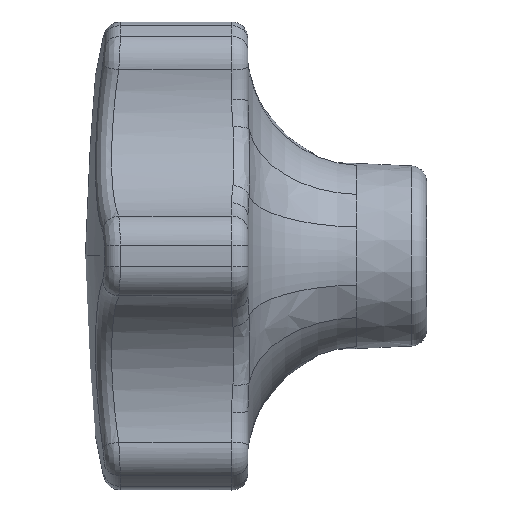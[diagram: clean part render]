
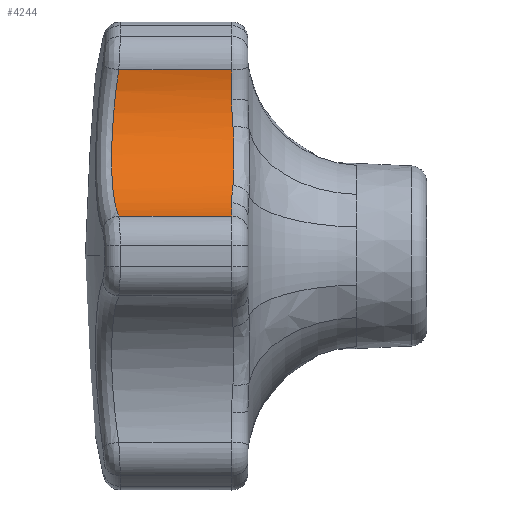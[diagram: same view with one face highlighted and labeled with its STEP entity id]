
A CAD part, left-side view. The second image highlights one B-rep face of the part: STEP entity #4244.
In plain terms, the highlighted cylindrical face has radius 8 mm (diameter 16 mm), a partial arc.
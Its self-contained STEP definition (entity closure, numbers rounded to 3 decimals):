
#826 = CARTESIAN_POINT ( 'NONE',  ( -11.672, 0.919, 4.334 ) ) ;
#827 = CARTESIAN_POINT ( 'NONE',  ( -11.422, 0.893, 4.584 ) ) ;
#828 = CARTESIAN_POINT ( 'NONE',  ( -11.191, 0.878, 4.847 ) ) ;
#829 = CARTESIAN_POINT ( 'NONE',  ( -10.766, 0.858, 5.4 ) ) ;
#830 = CARTESIAN_POINT ( 'NONE',  ( -10.571, 0.854, 5.69 ) ) ;
#831 = CARTESIAN_POINT ( 'NONE',  ( -10.22, 0.853, 6.297 ) ) ;
#832 = CARTESIAN_POINT ( 'NONE',  ( -10.063, 0.858, 6.616 ) ) ;
#833 = CARTESIAN_POINT ( 'NONE',  ( -9.794, 0.878, 7.267 ) ) ;
#834 = CARTESIAN_POINT ( 'NONE',  ( -9.681, 0.893, 7.6 ) ) ;
#835 = CARTESIAN_POINT ( 'NONE',  ( -9.59, 0.919, 7.941 ) ) ;
#851 = ORIENTED_EDGE ( 'NONE', *, *, #2628, .T. ) ;
#1296 = CARTESIAN_POINT ( 'NONE',  ( -17.321, 1., 10. ) ) ;
#1297 = DIRECTION ( 'NONE',  ( 0., -1., 0. ) ) ;
#1298 = DIRECTION ( 'NONE',  ( 0., 0., -1. ) ) ;
#1920 = B_SPLINE_CURVE_WITH_KNOTS ( 'NONE', 3,
 ( #3103, #3107, #3108, #3109, #3110, #3111, #3112, #3113, #3114, #3115, #3116, #3117, #3118, #3119, #3120, #3121, #3122, #3123, #3124, #3125, #3126, #3127, #3128, #3129 ),
 .UNSPECIFIED., .F., .F.,
 ( 4, 2, 2, 2, 2, 2, 2, 2, 2, 2, 2, 4 ),
 ( 0., 0.001, 0.002, 0.003, 0.004, 0.005, 0.006, 0.007, 0.008, 0.008, 0.01, 0.011 ),
 .UNSPECIFIED. ) ;
#1923 = B_SPLINE_CURVE_WITH_KNOTS ( 'NONE', 3,
 ( #826, #827, #828, #829, #830, #831, #832, #833, #834, #835 ),
 .UNSPECIFIED., .F., .F.,
 ( 4, 2, 2, 2, 4 ),
 ( 0., 0.001, 0.002, 0.003, 0.004 ),
 .UNSPECIFIED. ) ;
#1941 = B_SPLINE_CURVE_WITH_KNOTS ( 'NONE', 3,
 ( #3322, #3323, #3324, #3325 ),
 .UNSPECIFIED., .F., .F.,
 ( 4, 4 ),
 ( 0., 0.002 ),
 .UNSPECIFIED. ) ;
#1976 = B_SPLINE_CURVE_WITH_KNOTS ( 'NONE', 3,
 ( #2413, #2414, #2415, #2416 ),
 .UNSPECIFIED., .F., .F.,
 ( 4, 4 ),
 ( 0., 0.002 ),
 .UNSPECIFIED. ) ;
#2209 = CARTESIAN_POINT ( 'NONE',  ( -17.321, 10., 10. ) ) ;
#2210 = DIRECTION ( 'NONE',  ( 0., -1., 0. ) ) ;
#2211 = DIRECTION ( 'NONE',  ( 0., 0., -1. ) ) ;
#2413 = CARTESIAN_POINT ( 'NONE',  ( -9.59, 0.919, 7.941 ) ) ;
#2414 = CARTESIAN_POINT ( 'NONE',  ( -9.444, 0.96, 8.491 ) ) ;
#2415 = CARTESIAN_POINT ( 'NONE',  ( -9.357, 1., 9.049 ) ) ;
#2416 = CARTESIAN_POINT ( 'NONE',  ( -9.33, 1., 9.619 ) ) ;
#2622 = EDGE_CURVE ( 'NONE', #2734, #2745, #1923, .T. ) ;
#2628 = EDGE_CURVE ( 'NONE', #2742, #2738, #1920, .T. ) ;
#2630 = EDGE_CURVE ( 'NONE', #2738, #2737, #3142, .T. ) ;
#2644 = EDGE_CURVE ( 'NONE', #2736, #2734, #1941, .T. ) ;
#2668 = EDGE_CURVE ( 'NONE', #2744, #2743, #2904, .T. ) ;
#2721 = EDGE_CURVE ( 'NONE', #2737, #2736, #2946, .T. ) ;
#2734 = VERTEX_POINT ( 'NONE', #5167 ) ;
#2736 = VERTEX_POINT ( 'NONE', #5169 ) ;
#2737 = VERTEX_POINT ( 'NONE', #5170 ) ;
#2738 = VERTEX_POINT ( 'NONE', #5171 ) ;
#2742 = VERTEX_POINT ( 'NONE', #5175 ) ;
#2743 = VERTEX_POINT ( 'NONE', #5176 ) ;
#2744 = VERTEX_POINT ( 'NONE', #5156 ) ;
#2745 = VERTEX_POINT ( 'NONE', #5177 ) ;
#2829 = ORIENTED_EDGE ( 'NONE', *, *, #4101, .T. ) ;
#2830 = ORIENTED_EDGE ( 'NONE', *, *, #2668, .T. ) ;
#2904 = CIRCLE ( 'NONE', #5312, 8. ) ;
#2946 = CIRCLE ( 'NONE', #5391, 8. ) ;
#3103 = CARTESIAN_POINT ( 'NONE',  ( -9.455, 7.947, 11.463 ) ) ;
#3107 = CARTESIAN_POINT ( 'NONE',  ( -9.369, 8.017, 10.998 ) ) ;
#3108 = CARTESIAN_POINT ( 'NONE',  ( -9.325, 8.08, 10.532 ) ) ;
#3109 = CARTESIAN_POINT ( 'NONE',  ( -9.319, 8.161, 9.83 ) ) ;
#3110 = CARTESIAN_POINT ( 'NONE',  ( -9.327, 8.187, 9.596 ) ) ;
#3111 = CARTESIAN_POINT ( 'NONE',  ( -9.365, 8.233, 9.126 ) ) ;
#3112 = CARTESIAN_POINT ( 'NONE',  ( -9.394, 8.254, 8.89 ) ) ;
#3113 = CARTESIAN_POINT ( 'NONE',  ( -9.514, 8.311, 8.188 ) ) ;
#3114 = CARTESIAN_POINT ( 'NONE',  ( -9.634, 8.339, 7.733 ) ) ;
#3115 = CARTESIAN_POINT ( 'NONE',  ( -9.873, 8.368, 7.068 ) ) ;
#3116 = CARTESIAN_POINT ( 'NONE',  ( -9.963, 8.375, 6.85 ) ) ;
#3117 = CARTESIAN_POINT ( 'NONE',  ( -10.162, 8.385, 6.42 ) ) ;
#3118 = CARTESIAN_POINT ( 'NONE',  ( -10.273, 8.387, 6.207 ) ) ;
#3119 = CARTESIAN_POINT ( 'NONE',  ( -10.629, 8.387, 5.59 ) ) ;
#3120 = CARTESIAN_POINT ( 'NONE',  ( -10.9, 8.377, 5.204 ) ) ;
#3121 = CARTESIAN_POINT ( 'NONE',  ( -11.356, 8.349, 4.664 ) ) ;
#3122 = CARTESIAN_POINT ( 'NONE',  ( -11.516, 8.337, 4.49 ) ) ;
#3123 = CARTESIAN_POINT ( 'NONE',  ( -11.853, 8.309, 4.155 ) ) ;
#3124 = CARTESIAN_POINT ( 'NONE',  ( -12.03, 8.292, 3.995 ) ) ;
#3125 = CARTESIAN_POINT ( 'NONE',  ( -12.575, 8.236, 3.543 ) ) ;
#3126 = CARTESIAN_POINT ( 'NONE',  ( -12.96, 8.19, 3.276 ) ) ;
#3127 = CARTESIAN_POINT ( 'NONE',  ( -13.777, 8.081, 2.812 ) ) ;
#3128 = CARTESIAN_POINT ( 'NONE',  ( -14.209, 8.017, 2.615 ) ) ;
#3129 = CARTESIAN_POINT ( 'NONE',  ( -14.655, 7.947, 2.457 ) ) ;
#3142 = LINE ( 'NONE', #3143, #5316 ) ;
#3143 = CARTESIAN_POINT ( 'NONE',  ( -14.655, 10., 2.457 ) ) ;
#3144 = DIRECTION ( 'NONE',  ( 0., -1., 0. ) ) ;
#3322 = CARTESIAN_POINT ( 'NONE',  ( -12.995, 1., 3.27 ) ) ;
#3323 = CARTESIAN_POINT ( 'NONE',  ( -12.515, 1., 3.579 ) ) ;
#3324 = CARTESIAN_POINT ( 'NONE',  ( -12.075, 0.96, 3.933 ) ) ;
#3325 = CARTESIAN_POINT ( 'NONE',  ( -11.672, 0.919, 4.334 ) ) ;
#3455 = LINE ( 'NONE', #3456, #5318 ) ;
#3456 = CARTESIAN_POINT ( 'NONE',  ( -9.455, 10., 11.463 ) ) ;
#3457 = DIRECTION ( 'NONE',  ( 0., 1., 0. ) ) ;
#4046 = ORIENTED_EDGE ( 'NONE', *, *, #4726, .T. ) ;
#4092 = ORIENTED_EDGE ( 'NONE', *, *, #2630, .T. ) ;
#4093 = ORIENTED_EDGE ( 'NONE', *, *, #2721, .T. ) ;
#4094 = ORIENTED_EDGE ( 'NONE', *, *, #2644, .T. ) ;
#4101 = EDGE_CURVE ( 'NONE', #2743, #2742, #3455, .T. ) ;
#4244 = ADVANCED_FACE ( 'NONE', ( #4758 ), #4771, .F. ) ;
#4476 = EDGE_LOOP ( 'NONE', ( #4046, #2830, #2829, #851, #4092, #4093, #4094, #4560 ) ) ;
#4560 = ORIENTED_EDGE ( 'NONE', *, *, #2622, .T. ) ;
#4726 = EDGE_CURVE ( 'NONE', #2745, #2744, #1976, .T. ) ;
#4747 = AXIS2_PLACEMENT_3D ( 'NONE', #2209, #2210, #2211 ) ;
#4758 = FACE_OUTER_BOUND ( 'NONE', #4476, .T. ) ;
#4771 = CYLINDRICAL_SURFACE ( 'NONE', #4747, 8. ) ;
#5144 = CARTESIAN_POINT ( 'NONE',  ( -17.321, 1., 10. ) ) ;
#5145 = DIRECTION ( 'NONE',  ( 0., -1., 0. ) ) ;
#5146 = DIRECTION ( 'NONE',  ( 0., 0., -1. ) ) ;
#5156 = CARTESIAN_POINT ( 'NONE',  ( -9.33, 1., 9.619 ) ) ;
#5167 = CARTESIAN_POINT ( 'NONE',  ( -11.672, 0.919, 4.334 ) ) ;
#5169 = CARTESIAN_POINT ( 'NONE',  ( -12.995, 1., 3.27 ) ) ;
#5170 = CARTESIAN_POINT ( 'NONE',  ( -14.655, 1., 2.457 ) ) ;
#5171 = CARTESIAN_POINT ( 'NONE',  ( -14.655, 7.947, 2.457 ) ) ;
#5175 = CARTESIAN_POINT ( 'NONE',  ( -9.455, 7.947, 11.463 ) ) ;
#5176 = CARTESIAN_POINT ( 'NONE',  ( -9.455, 1., 11.463 ) ) ;
#5177 = CARTESIAN_POINT ( 'NONE',  ( -9.59, 0.919, 7.941 ) ) ;
#5312 = AXIS2_PLACEMENT_3D ( 'NONE', #1296, #1297, #1298 ) ;
#5316 = VECTOR ( 'NONE', #3144, 1000. ) ;
#5318 = VECTOR ( 'NONE', #3457, 1000. ) ;
#5391 = AXIS2_PLACEMENT_3D ( 'NONE', #5144, #5145, #5146 ) ;
